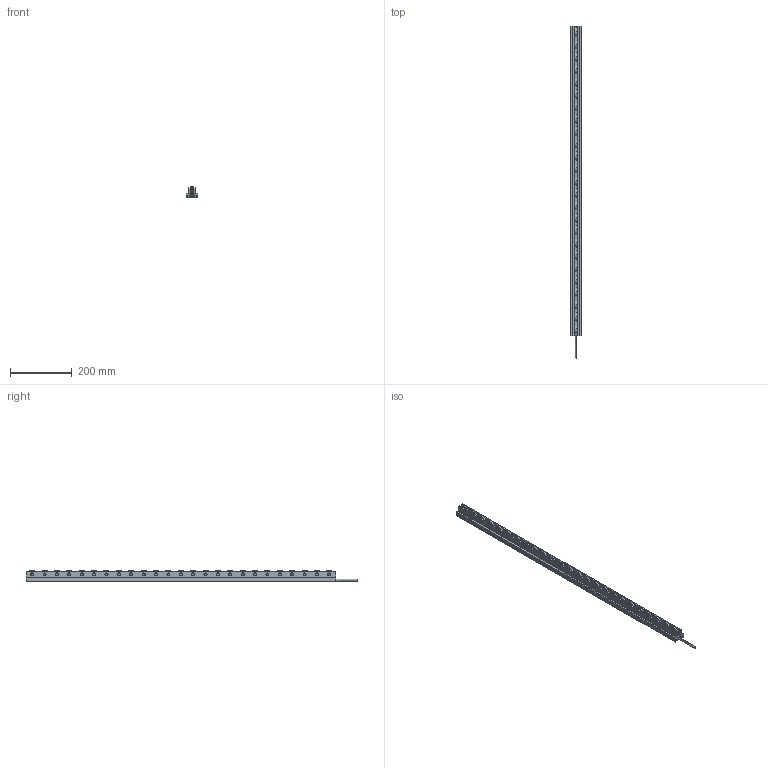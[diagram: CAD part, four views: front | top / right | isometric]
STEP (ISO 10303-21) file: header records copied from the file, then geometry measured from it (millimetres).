
FILE_DESCRIPTION((''),'2;1');
FILE_NAME('T22_-_1000-40','2020-06-01T',('Adam Harley'),(''),'PRO/ENGINEER BY PARAMETRIC TECHNOLOGY CORPORATION, 2013320','PRO/ENGINEER BY PARAMETRIC TECHNOLOGY CORPORATION, 2013320','');
FILE_SCHEMA(('CONFIG_CONTROL_DESIGN'));
Length unit declared in the file: millimetre
Products named in the file (1): T22_-_1000-40
Bounding box: 37.5 x 1072.5 x 37.95 mm (x, y, z)
Volume: 395.2 mm3; surface area: 329400.8 mm2
Topology: 9 solids, 10 shells, 1737 faces, 3967 edges, 2374 vertices
Faces by surface type: torus 600, cylinder 532, cone 332, plane 235, bspline 38
Entity records: 74976 total; most frequent: CARTESIAN_POINT 33885, DIRECTION 9988, ORIENTED_EDGE 7878, AXIS2_PLACEMENT_3D 4460, EDGE_CURVE 3940, CIRCLE 2760, VERTEX_POINT 2372, EDGE_LOOP 1955
